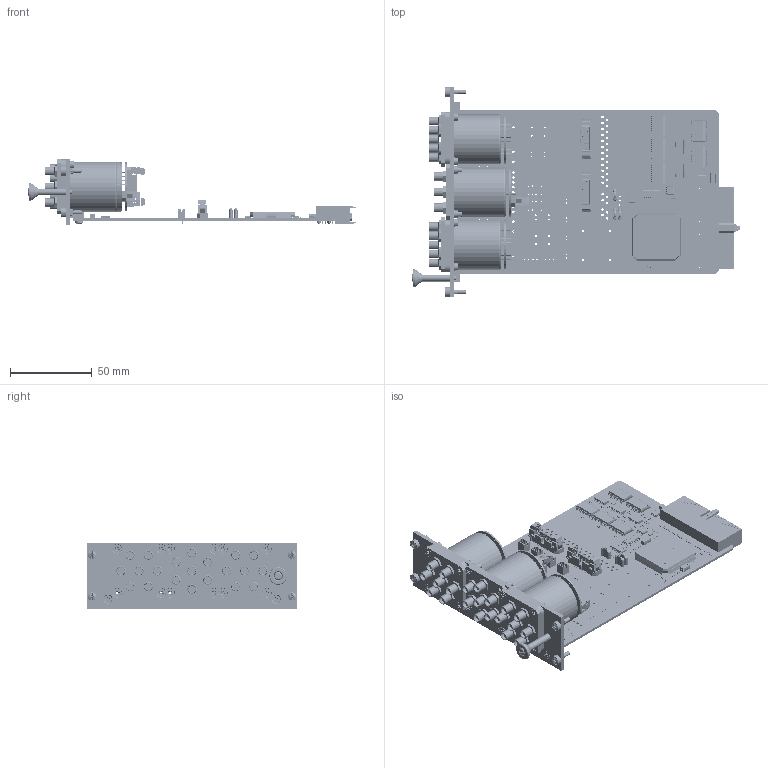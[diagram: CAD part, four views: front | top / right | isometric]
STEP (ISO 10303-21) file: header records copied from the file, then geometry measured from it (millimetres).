
FILE_DESCRIPTION (( 'STEP AP214' ), '1' );
FILE_NAME ('40-784-033 PXI uWave Triple 6CH MUX.STEP', '2013-09-09T11:17:03', ( 'admin' ), ( '' ), 'SwSTEP 2.0', 'SolidWorks 2012', '' );
FILE_SCHEMA (( 'AUTOMOTIVE_DESIGN' ));
Length unit declared in the file: millimetre
Products named in the file (1): 40-784-033 PXI uWave Triple 6CH MUX
Bounding box: 201.05 x 128.5 x 40 mm (x, y, z)
Surface area: 88932.2 mm2 (no closed solid volume)
Topology: 0 solids, 801 shells, 5298 faces, 22290 edges, 17264 vertices
Faces by surface type: plane 3951, cylinder 1149, torus 118, cone 39, bspline 34, sphere 7
Full cylindrical faces by diameter (mm): 0.5 x50, 0.6 x110, 0.66 x35, 0.75 x54, 0.8 x18, 0.9 x11, 0.92 x4, 0.98 x1, 0.996 x7, 1 x23, 1.2 x8, 1.3 x8, 1.5 x59, 1.519 x2, 1.6 x48, 1.721 x22, 2 x6, 2.05 x2, 2.3 x2, 2.497 x1, 2.5 x13, 2.6 x2, 3 x4, 3.08 x2, 4.2 x1, 4.3 x21, 4.4 x6, 4.45 x1, 4.7 x2, 5 x7
Entity records: 290373 total; most frequent: CARTESIAN_POINT 54705, DIRECTION 35778, ORIENTED_EDGE 29190, EDGE_CURVE 21461, VERTEX_POINT 17143, LINE 16294, VECTOR 16294, AXIS2_PLACEMENT_3D 9742
